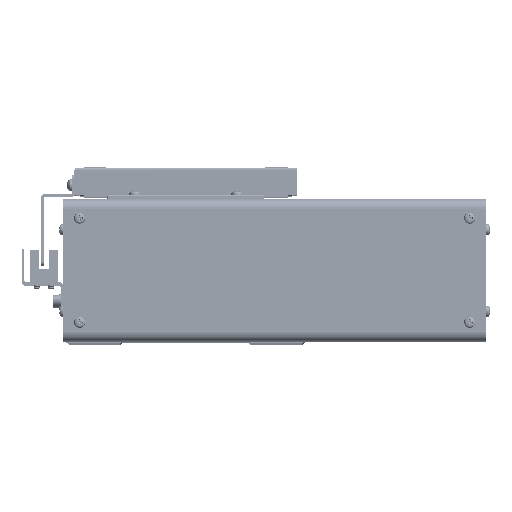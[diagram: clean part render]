
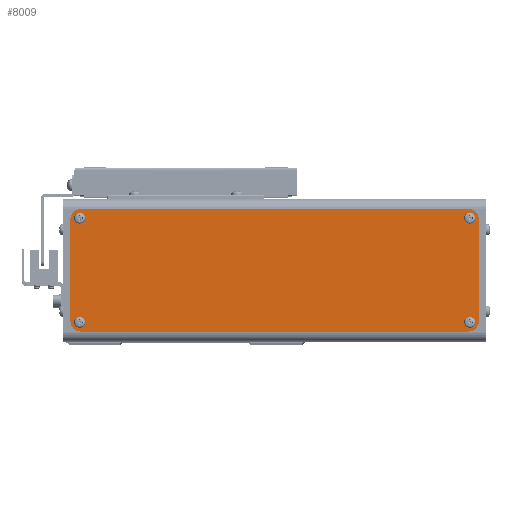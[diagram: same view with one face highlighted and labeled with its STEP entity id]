
A CAD part, top view. The second image highlights one B-rep face of the part: STEP entity #8009.
In plain terms, the highlighted planar face has unit normal (0, 0, 1).
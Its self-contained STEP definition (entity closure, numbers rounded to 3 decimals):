
#491 = FACE_BOUND ( 'NONE', #16599, .T. ) ;
#2954 = LINE ( 'NONE', #98923, #68148 ) ;
#5624 = VERTEX_POINT ( 'NONE', #36421 ) ;
#6056 = EDGE_CURVE ( 'NONE', #5624, #8534, #108575, .T. ) ;
#6610 = EDGE_CURVE ( 'NONE', #47620, #58956, #8661, .T. ) ;
#6818 = DIRECTION ( 'NONE',  ( -1., 0., 0. ) ) ;
#7067 = CARTESIAN_POINT ( 'NONE',  ( -97.1, -25.5, 1. ) ) ;
#7358 = CARTESIAN_POINT ( 'NONE',  ( 95., -25., 1. ) ) ;
#8009 = ADVANCED_FACE ( 'NONE', ( #91040, #25751, #45753, #23082, #491 ), #74226, .F. ) ;
#8534 = VERTEX_POINT ( 'NONE', #104412 ) ;
#8661 = CIRCLE ( 'NONE', #78748, 1.6 ) ;
#11081 = EDGE_CURVE ( 'NONE', #23237, #65912, #2954, .T. ) ;
#13894 = CARTESIAN_POINT ( 'NONE',  ( -95., 30., 1. ) ) ;
#14462 = ORIENTED_EDGE ( 'NONE', *, *, #6610, .F. ) ;
#15884 = DIRECTION ( 'NONE',  ( 1., 0., 0. ) ) ;
#15918 = EDGE_CURVE ( 'NONE', #84480, #66208, #95408, .T. ) ;
#16105 = DIRECTION ( 'NONE',  ( 1., 0., 0. ) ) ;
#16599 = EDGE_LOOP ( 'NONE', ( #65374, #86154 ) ) ;
#16684 = DIRECTION ( 'NONE',  ( 0., 0., 1. ) ) ;
#16828 = CARTESIAN_POINT ( 'NONE',  ( -95.5, 25.5, 1. ) ) ;
#17229 = DIRECTION ( 'NONE',  ( 0., 1., 0. ) ) ;
#17443 = CARTESIAN_POINT ( 'NONE',  ( 100., -25., 1. ) ) ;
#18865 = AXIS2_PLACEMENT_3D ( 'NONE', #74084, #73487, #73469 ) ;
#20044 = CARTESIAN_POINT ( 'NONE',  ( -95., 25., 1. ) ) ;
#20708 = CIRCLE ( 'NONE', #97801, 1.6 ) ;
#20840 = AXIS2_PLACEMENT_3D ( 'NONE', #83053, #32019, #91588 ) ;
#22095 = CARTESIAN_POINT ( 'NONE',  ( 93.9, -25.5, 1. ) ) ;
#23082 = FACE_BOUND ( 'NONE', #104149, .T. ) ;
#23237 = VERTEX_POINT ( 'NONE', #58915 ) ;
#23757 = ORIENTED_EDGE ( 'NONE', *, *, #59678, .F. ) ;
#24643 = CIRCLE ( 'NONE', #35205, 5. ) ;
#25334 = DIRECTION ( 'NONE',  ( 0., 0., 1. ) ) ;
#25751 = FACE_BOUND ( 'NONE', #87177, .T. ) ;
#25864 = CARTESIAN_POINT ( 'NONE',  ( -100., -25., 1. ) ) ;
#26509 = DIRECTION ( 'NONE',  ( 0., 0., 1. ) ) ;
#26644 = ORIENTED_EDGE ( 'NONE', *, *, #51148, .T. ) ;
#27108 = DIRECTION ( 'NONE',  ( -1., 0., 0. ) ) ;
#28626 = DIRECTION ( 'NONE',  ( -1., 0., 0. ) ) ;
#29560 = DIRECTION ( 'NONE',  ( 1., 0., 0. ) ) ;
#30064 = VECTOR ( 'NONE', #29560, 1000. ) ;
#31303 = CIRCLE ( 'NONE', #95877, 5. ) ;
#31777 = CARTESIAN_POINT ( 'NONE',  ( -100., -25., 1. ) ) ;
#31892 = EDGE_CURVE ( 'NONE', #66208, #84480, #75354, .T. ) ;
#32019 = DIRECTION ( 'NONE',  ( 0., 0., 1. ) ) ;
#33354 = EDGE_CURVE ( 'NONE', #56432, #52448, #89777, .T. ) ;
#33942 = CARTESIAN_POINT ( 'NONE',  ( -97.1, 25.5, 1. ) ) ;
#34829 = VERTEX_POINT ( 'NONE', #109938 ) ;
#34925 = VERTEX_POINT ( 'NONE', #25864 ) ;
#35205 = AXIS2_PLACEMENT_3D ( 'NONE', #108717, #57780, #6818 ) ;
#35504 = VERTEX_POINT ( 'NONE', #22095 ) ;
#36421 = CARTESIAN_POINT ( 'NONE',  ( 100., -25., 1. ) ) ;
#38156 = DIRECTION ( 'NONE',  ( 0., 0., 1. ) ) ;
#39018 = CARTESIAN_POINT ( 'NONE',  ( 95.5, 25.5, 1. ) ) ;
#39099 = CARTESIAN_POINT ( 'NONE',  ( 95.5, -25.5, 1. ) ) ;
#41042 = AXIS2_PLACEMENT_3D ( 'NONE', #76371, #25334, #84947 ) ;
#41752 = CARTESIAN_POINT ( 'NONE',  ( 97.1, -25.5, 1. ) ) ;
#43386 = VECTOR ( 'NONE', #17229, 1000. ) ;
#43768 = LINE ( 'NONE', #31777, #86431 ) ;
#44196 = EDGE_CURVE ( 'NONE', #34829, #5624, #71968, .T. ) ;
#44964 = CARTESIAN_POINT ( 'NONE',  ( 95.5, 25.5, 1. ) ) ;
#45448 = VERTEX_POINT ( 'NONE', #62627 ) ;
#45753 = FACE_OUTER_BOUND ( 'NONE', #76580, .T. ) ;
#46116 = DIRECTION ( 'NONE',  ( 0., 0., 1. ) ) ;
#47293 = AXIS2_PLACEMENT_3D ( 'NONE', #97080, #46116, #105576 ) ;
#47620 = VERTEX_POINT ( 'NONE', #92448 ) ;
#47680 = DIRECTION ( 'NONE',  ( 1., 0., 0. ) ) ;
#51148 = EDGE_CURVE ( 'NONE', #8534, #23237, #24643, .T. ) ;
#52448 = VERTEX_POINT ( 'NONE', #7067 ) ;
#53520 = DIRECTION ( 'NONE',  ( -1., 0., 0. ) ) ;
#54053 = ORIENTED_EDGE ( 'NONE', *, *, #62747, .T. ) ;
#55818 = EDGE_CURVE ( 'NONE', #52448, #56432, #79923, .T. ) ;
#56432 = VERTEX_POINT ( 'NONE', #84917 ) ;
#57780 = DIRECTION ( 'NONE',  ( 0., 0., 1. ) ) ;
#58915 = CARTESIAN_POINT ( 'NONE',  ( 95., 30., 1. ) ) ;
#58956 = VERTEX_POINT ( 'NONE', #73088 ) ;
#59678 = EDGE_CURVE ( 'NONE', #35504, #76322, #81916, .T. ) ;
#61735 = DIRECTION ( 'NONE',  ( 1., 0., 0. ) ) ;
#61758 = DIRECTION ( 'NONE',  ( 0., 0., 1. ) ) ;
#61985 = CARTESIAN_POINT ( 'NONE',  ( -95.5, 25.5, 1. ) ) ;
#62627 = CARTESIAN_POINT ( 'NONE',  ( -95., -30., 1. ) ) ;
#62747 = EDGE_CURVE ( 'NONE', #34925, #45448, #80095, .T. ) ;
#63333 = EDGE_CURVE ( 'NONE', #76322, #35504, #65285, .T. ) ;
#63946 = ORIENTED_EDGE ( 'NONE', *, *, #44196, .T. ) ;
#64161 = ORIENTED_EDGE ( 'NONE', *, *, #89559, .T. ) ;
#65285 = CIRCLE ( 'NONE', #47293, 1.6 ) ;
#65374 = ORIENTED_EDGE ( 'NONE', *, *, #55818, .F. ) ;
#65912 = VERTEX_POINT ( 'NONE', #13894 ) ;
#66208 = VERTEX_POINT ( 'NONE', #33942 ) ;
#66883 = DIRECTION ( 'NONE',  ( 0., 0., 1. ) ) ;
#68148 = VECTOR ( 'NONE', #98902, 1000. ) ;
#71968 = CIRCLE ( 'NONE', #76121, 5. ) ;
#72007 = CARTESIAN_POINT ( 'NONE',  ( -95., -30., 1. ) ) ;
#72696 = LINE ( 'NONE', #72007, #30064 ) ;
#72843 = VERTEX_POINT ( 'NONE', #107973 ) ;
#73088 = CARTESIAN_POINT ( 'NONE',  ( 93.9, 25.5, 1. ) ) ;
#73244 = ORIENTED_EDGE ( 'NONE', *, *, #6056, .T. ) ;
#73469 = DIRECTION ( 'NONE',  ( -1., 0., 0. ) ) ;
#73487 = DIRECTION ( 'NONE',  ( 0., 0., -1. ) ) ;
#74084 = CARTESIAN_POINT ( 'NONE',  ( 95., 25., 1. ) ) ;
#74191 = EDGE_CURVE ( 'NONE', #58956, #47620, #20708, .T. ) ;
#74226 = PLANE ( 'NONE',  #18865 ) ;
#75354 = CIRCLE ( 'NONE', #78082, 1.6 ) ;
#76121 = AXIS2_PLACEMENT_3D ( 'NONE', #7358, #66883, #15884 ) ;
#76322 = VERTEX_POINT ( 'NONE', #41752 ) ;
#76371 = CARTESIAN_POINT ( 'NONE',  ( -95.5, -25.5, 1. ) ) ;
#76580 = EDGE_LOOP ( 'NONE', ( #26644, #80870, #81399, #64161, #54053, #102480, #63946, #73244 ) ) ;
#77529 = CARTESIAN_POINT ( 'NONE',  ( -95.5, -25.5, 1. ) ) ;
#78082 = AXIS2_PLACEMENT_3D ( 'NONE', #16828, #16684, #16105 ) ;
#78748 = AXIS2_PLACEMENT_3D ( 'NONE', #39018, #38156, #27108 ) ;
#79653 = DIRECTION ( 'NONE',  ( 0., 0., 1. ) ) ;
#79923 = CIRCLE ( 'NONE', #89682, 1.6 ) ;
#80095 = CIRCLE ( 'NONE', #20840, 5. ) ;
#80870 = ORIENTED_EDGE ( 'NONE', *, *, #11081, .T. ) ;
#81399 = ORIENTED_EDGE ( 'NONE', *, *, #97047, .T. ) ;
#81916 = CIRCLE ( 'NONE', #102600, 1.6 ) ;
#83053 = CARTESIAN_POINT ( 'NONE',  ( -95., -25., 1. ) ) ;
#83167 = DIRECTION ( 'NONE',  ( 0., -1., 0. ) ) ;
#84480 = VERTEX_POINT ( 'NONE', #85835 ) ;
#84917 = CARTESIAN_POINT ( 'NONE',  ( -93.9, -25.5, 1. ) ) ;
#84947 = DIRECTION ( 'NONE',  ( -1., 0., 0. ) ) ;
#85835 = CARTESIAN_POINT ( 'NONE',  ( -93.9, 25.5, 1. ) ) ;
#86102 = DIRECTION ( 'NONE',  ( -1., 0., 0. ) ) ;
#86154 = ORIENTED_EDGE ( 'NONE', *, *, #33354, .F. ) ;
#86431 = VECTOR ( 'NONE', #83167, 1000. ) ;
#86800 = ORIENTED_EDGE ( 'NONE', *, *, #74191, .F. ) ;
#87177 = EDGE_LOOP ( 'NONE', ( #91573, #90243 ) ) ;
#89559 = EDGE_CURVE ( 'NONE', #72843, #34925, #43768, .T. ) ;
#89682 = AXIS2_PLACEMENT_3D ( 'NONE', #77529, #26509, #86102 ) ;
#89777 = CIRCLE ( 'NONE', #41042, 1.6 ) ;
#90243 = ORIENTED_EDGE ( 'NONE', *, *, #15918, .F. ) ;
#91040 = FACE_BOUND ( 'NONE', #92249, .T. ) ;
#91573 = ORIENTED_EDGE ( 'NONE', *, *, #31892, .F. ) ;
#91588 = DIRECTION ( 'NONE',  ( -1., 0., 0. ) ) ;
#92249 = EDGE_LOOP ( 'NONE', ( #23757, #93456 ) ) ;
#92448 = CARTESIAN_POINT ( 'NONE',  ( 97.1, 25.5, 1. ) ) ;
#93456 = ORIENTED_EDGE ( 'NONE', *, *, #63333, .F. ) ;
#95408 = CIRCLE ( 'NONE', #97762, 1.6 ) ;
#95877 = AXIS2_PLACEMENT_3D ( 'NONE', #20044, #79653, #28626 ) ;
#97047 = EDGE_CURVE ( 'NONE', #65912, #72843, #31303, .T. ) ;
#97080 = CARTESIAN_POINT ( 'NONE',  ( 95.5, -25.5, 1. ) ) ;
#97762 = AXIS2_PLACEMENT_3D ( 'NONE', #61985, #61758, #61735 ) ;
#97801 = AXIS2_PLACEMENT_3D ( 'NONE', #44964, #104411, #53520 ) ;
#98594 = DIRECTION ( 'NONE',  ( 0., 0., 1. ) ) ;
#98902 = DIRECTION ( 'NONE',  ( -1., 0., 0. ) ) ;
#98923 = CARTESIAN_POINT ( 'NONE',  ( -95., 30., 1. ) ) ;
#102480 = ORIENTED_EDGE ( 'NONE', *, *, #106597, .T. ) ;
#102600 = AXIS2_PLACEMENT_3D ( 'NONE', #39099, #98594, #47680 ) ;
#104149 = EDGE_LOOP ( 'NONE', ( #86800, #14462 ) ) ;
#104411 = DIRECTION ( 'NONE',  ( 0., 0., 1. ) ) ;
#104412 = CARTESIAN_POINT ( 'NONE',  ( 100., 25., 1. ) ) ;
#105576 = DIRECTION ( 'NONE',  ( 1., 0., 0. ) ) ;
#106597 = EDGE_CURVE ( 'NONE', #45448, #34829, #72696, .T. ) ;
#107973 = CARTESIAN_POINT ( 'NONE',  ( -100., 25., 1. ) ) ;
#108575 = LINE ( 'NONE', #17443, #43386 ) ;
#108717 = CARTESIAN_POINT ( 'NONE',  ( 95., 25., 1. ) ) ;
#109938 = CARTESIAN_POINT ( 'NONE',  ( 95., -30., 1. ) ) ;
